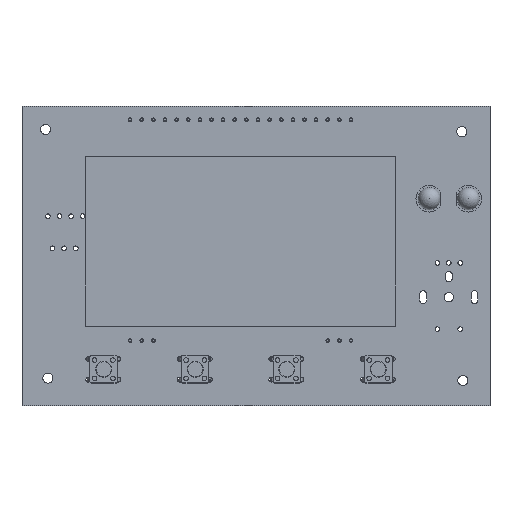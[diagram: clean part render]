
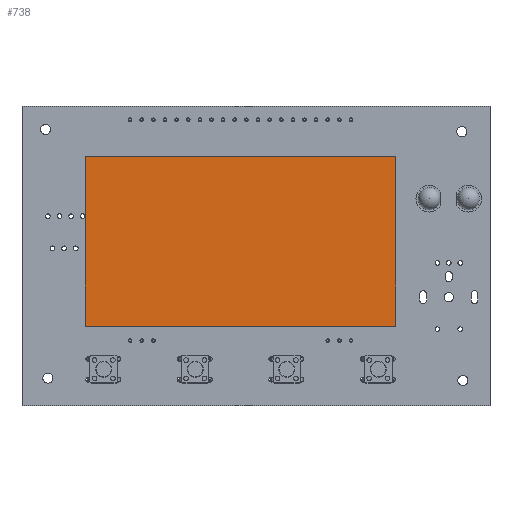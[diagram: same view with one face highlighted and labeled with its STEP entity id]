
A CAD part, top view. The second image highlights one B-rep face of the part: STEP entity #738.
In plain terms, the highlighted planar face has unit normal (0, 0, 1).
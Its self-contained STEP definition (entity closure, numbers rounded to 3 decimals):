
#609 = VERTEX_POINT('',#610);
#610 = CARTESIAN_POINT('',(-9.77,40.16,3.6));
#616 = EDGE_CURVE('',#609,#617,#619,.T.);
#617 = VERTEX_POINT('',#618);
#618 = CARTESIAN_POINT('',(58.03,40.16,3.6));
#619 = LINE('',#620,#621);
#620 = CARTESIAN_POINT('',(-9.77,40.16,3.6));
#621 = VECTOR('',#622,1.);
#622 = DIRECTION('',(1.,0.,0.));
#647 = EDGE_CURVE('',#617,#648,#650,.T.);
#648 = VERTEX_POINT('',#649);
#649 = CARTESIAN_POINT('',(58.03,3.16,3.6));
#650 = LINE('',#651,#652);
#651 = CARTESIAN_POINT('',(58.03,40.16,3.6));
#652 = VECTOR('',#653,1.);
#653 = DIRECTION('',(0.,-1.,0.));
#678 = EDGE_CURVE('',#648,#679,#681,.T.);
#679 = VERTEX_POINT('',#680);
#680 = CARTESIAN_POINT('',(-9.77,3.16,3.6));
#681 = LINE('',#682,#683);
#682 = CARTESIAN_POINT('',(58.03,3.16,3.6));
#683 = VECTOR('',#684,1.);
#684 = DIRECTION('',(-1.,0.,0.));
#709 = EDGE_CURVE('',#679,#609,#710,.T.);
#710 = LINE('',#711,#712);
#711 = CARTESIAN_POINT('',(-9.77,3.16,3.6));
#712 = VECTOR('',#713,1.);
#713 = DIRECTION('',(0.,1.,0.));
#738 = ADVANCED_FACE('',(#739),#745,.F.);
#739 = FACE_BOUND('',#740,.F.);
#740 = EDGE_LOOP('',(#741,#742,#743,#744));
#741 = ORIENTED_EDGE('',*,*,#616,.T.);
#742 = ORIENTED_EDGE('',*,*,#647,.T.);
#743 = ORIENTED_EDGE('',*,*,#678,.T.);
#744 = ORIENTED_EDGE('',*,*,#709,.T.);
#745 = PLANE('',#746);
#746 = AXIS2_PLACEMENT_3D('',#747,#748,#749);
#747 = CARTESIAN_POINT('',(24.13,21.66,3.6));
#748 = DIRECTION('',(0.,0.,-1.));
#749 = DIRECTION('',(0.,-1.,0.));
